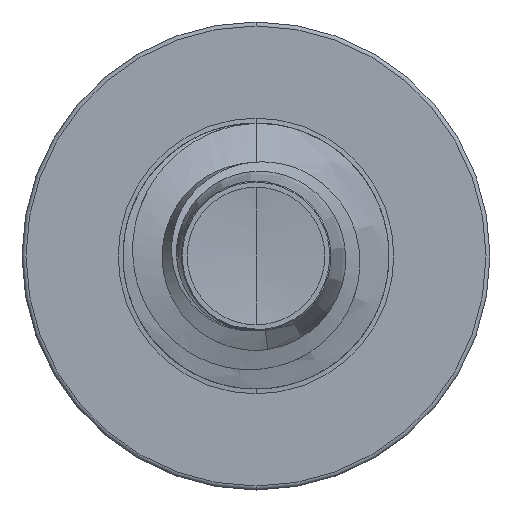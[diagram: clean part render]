
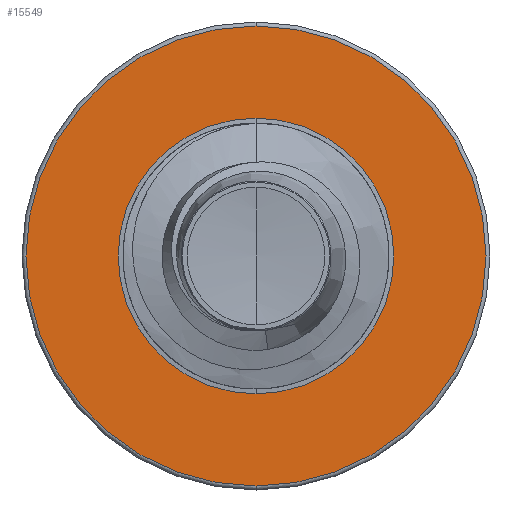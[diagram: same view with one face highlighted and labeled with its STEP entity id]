
A CAD part, front view. The second image highlights one B-rep face of the part: STEP entity #15549.
In plain terms, the highlighted planar face has unit normal (0, -1, 0).
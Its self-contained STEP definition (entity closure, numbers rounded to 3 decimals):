
#541 = FACE_OUTER_BOUND ( 'NONE', #17205, .T. ) ;
#1884 = CARTESIAN_POINT ( 'NONE',  ( 0., 9., 2.163 ) ) ;
#3787 = ORIENTED_EDGE ( 'NONE', *, *, #15517, .T. ) ;
#4910 = DIRECTION ( 'NONE',  ( 0., 0., 1. ) ) ;
#4937 = AXIS2_PLACEMENT_3D ( 'NONE', #4967, #4943, #4910 ) ;
#4943 = DIRECTION ( 'NONE',  ( 0., 1., 0. ) ) ;
#4967 = CARTESIAN_POINT ( 'NONE',  ( 0., 9., 0. ) ) ;
#5601 = AXIS2_PLACEMENT_3D ( 'NONE', #9708, #9573, #9553 ) ;
#5865 = AXIS2_PLACEMENT_3D ( 'NONE', #9992, #9970, #9949 ) ;
#6822 = DIRECTION ( 'NONE',  ( 0., 0., 1. ) ) ;
#6851 = DIRECTION ( 'NONE',  ( 0., 1., 0. ) ) ;
#6881 = CARTESIAN_POINT ( 'NONE',  ( 0., 9., 0. ) ) ;
#7740 = VERTEX_POINT ( 'NONE', #16748 ) ;
#7750 = AXIS2_PLACEMENT_3D ( 'NONE', #6881, #6851, #6822 ) ;
#8255 = AXIS2_PLACEMENT_3D ( 'NONE', #14436, #14397, #14386 ) ;
#8595 = EDGE_LOOP ( 'NONE', ( #3787, #17243 ) ) ;
#8681 = CARTESIAN_POINT ( 'NONE',  ( 0., 9., -1.296 ) ) ;
#9553 = DIRECTION ( 'NONE',  ( 0., 0., 1. ) ) ;
#9573 = DIRECTION ( 'NONE',  ( 0., 1., 0. ) ) ;
#9686 = PLANE ( 'NONE',  #5601 ) ;
#9708 = CARTESIAN_POINT ( 'NONE',  ( 0., 9., -1.296 ) ) ;
#9949 = DIRECTION ( 'NONE',  ( 0., 0., 1. ) ) ;
#9970 = DIRECTION ( 'NONE',  ( 0., 1., 0. ) ) ;
#9992 = CARTESIAN_POINT ( 'NONE',  ( 0., 9., 0. ) ) ;
#11610 = VERTEX_POINT ( 'NONE', #12232 ) ;
#12030 = ORIENTED_EDGE ( 'NONE', *, *, #14554, .F. ) ;
#12232 = CARTESIAN_POINT ( 'NONE',  ( 0., 9., -2.162 ) ) ;
#12732 = VERTEX_POINT ( 'NONE', #8681 ) ;
#14179 = CIRCLE ( 'NONE', #5865, 1.296 ) ;
#14317 = CIRCLE ( 'NONE', #4937, 2.163 ) ;
#14386 = DIRECTION ( 'NONE',  ( 0., 0., 1. ) ) ;
#14397 = DIRECTION ( 'NONE',  ( 0., 1., 0. ) ) ;
#14436 = CARTESIAN_POINT ( 'NONE',  ( 0., 9., 0. ) ) ;
#14554 = EDGE_CURVE ( 'NONE', #11610, #16044, #16835, .T. ) ;
#14650 = ORIENTED_EDGE ( 'NONE', *, *, #15849, .F. ) ;
#15385 = EDGE_CURVE ( 'NONE', #12732, #7740, #16619, .T. ) ;
#15517 = EDGE_CURVE ( 'NONE', #7740, #12732, #14179, .T. ) ;
#15549 = ADVANCED_FACE ( 'NONE', ( #541, #17560 ), #9686, .F. ) ;
#15849 = EDGE_CURVE ( 'NONE', #16044, #11610, #14317, .T. ) ;
#16044 = VERTEX_POINT ( 'NONE', #1884 ) ;
#16619 = CIRCLE ( 'NONE', #8255, 1.296 ) ;
#16748 = CARTESIAN_POINT ( 'NONE',  ( 0., 9., 1.296 ) ) ;
#16835 = CIRCLE ( 'NONE', #7750, 2.163 ) ;
#17205 = EDGE_LOOP ( 'NONE', ( #14650, #12030 ) ) ;
#17243 = ORIENTED_EDGE ( 'NONE', *, *, #15385, .T. ) ;
#17560 = FACE_BOUND ( 'NONE', #8595, .T. ) ;
